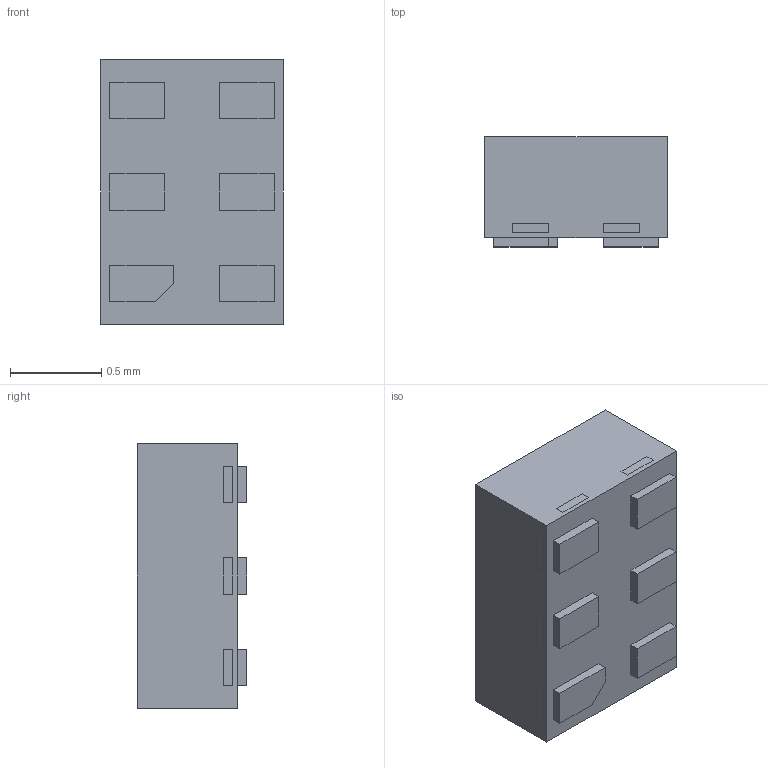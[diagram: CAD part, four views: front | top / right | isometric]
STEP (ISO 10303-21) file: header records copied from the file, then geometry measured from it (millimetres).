
FILE_DESCRIPTION (( 'STEP AP214' ), '1' );
FILE_NAME ('DRY6.STEP', '2020-08-31T08:27:07', ( '' ), ( '' ), 'SwSTEP 2.0', 'SolidWorks 2017', '' );
FILE_SCHEMA (( 'AUTOMOTIVE_DESIGN' ));
Length unit declared in the file: millimetre
Products named in the file (1): DRY6
Bounding box: 1 x 0.6 x 1.45 mm (x, y, z)
Volume: 0.8 mm3; surface area: 11.2 mm2
Topology: 9 solids, 9 shells, 132 faces, 363 edges, 242 vertices
Faces by surface type: plane 128, cylinder 4
Entity records: 4273 total; most frequent: CARTESIAN_POINT 738, ORIENTED_EDGE 726, DIRECTION 637, EDGE_CURVE 363, LINE 355, VECTOR 355, VERTEX_POINT 242, EDGE_LOOP 151
